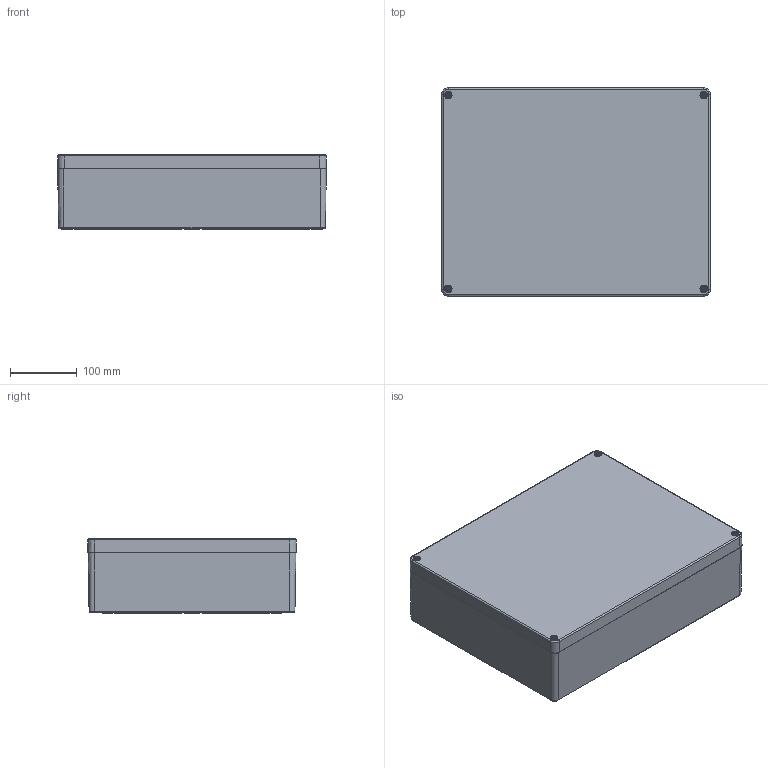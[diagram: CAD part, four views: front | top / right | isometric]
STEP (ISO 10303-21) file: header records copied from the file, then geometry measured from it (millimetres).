
FILE_DESCRIPTION(/* description */ (''),/* implementation_level */ '2;1');
FILE_NAME(/* name */ '0100103500-MBA_403111 - Index01.stp',/* time_stamp */ '2022-06-20T15:25:39+02:00',/* author */ ('alexander.rose'),/* organization */ (''),/* preprocessor_version */ 'ST-DEVELOPER v18.1',/* originating_system */ 'Autodesk Inventor 2022',/* authorisation */ '');
FILE_SCHEMA (('AUTOMOTIVE_DESIGN { 1 0 10303 214 3 1 1 }'));
Products named in the file (5): 0100103500-MBA_403111 - Index01; 0100103502-UT_403111 - n.W.; 0100103601-OT_403111; M6-30; xxx-O-Ring-MBA_403111
Assembly tree (7 placements, depth 2):
  0100103500-MBA_403111 - Index01
    0100103502-UT_403111 - n.W.
    0100103601-OT_403111
    M6-30  x4
    xxx-O-Ring-MBA_403111
Bounding box: 401.99 x 311.99 x 112 mm (x, y, z)
Volume: 2374279.9 mm3; surface area: 842892.9 mm2
Topology: 7 solids, 7 shells, 1660 faces, 4197 edges, 2648 vertices
Faces by surface type: plane 609, bspline 414, torus 246, cylinder 211, cone 175, sphere 5
Full cylindrical faces by diameter (mm): 4.917 x10, 5 x8, 5.4 x4, 6 x4, 7 x4, 9 x4, 10 x8
Entity records: 53016 total; most frequent: CARTESIAN_POINT 18284, ORIENTED_EDGE 7684, DIRECTION 6240, EDGE_CURVE 3842, VERTEX_POINT 2429, AXIS2_PLACEMENT_3D 2140, LINE 1960, VECTOR 1960
